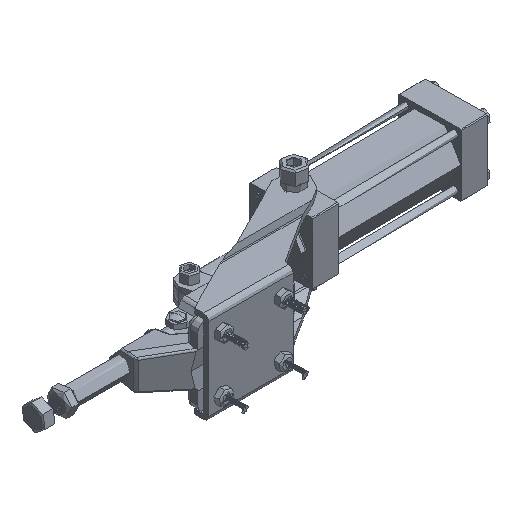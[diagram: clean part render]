
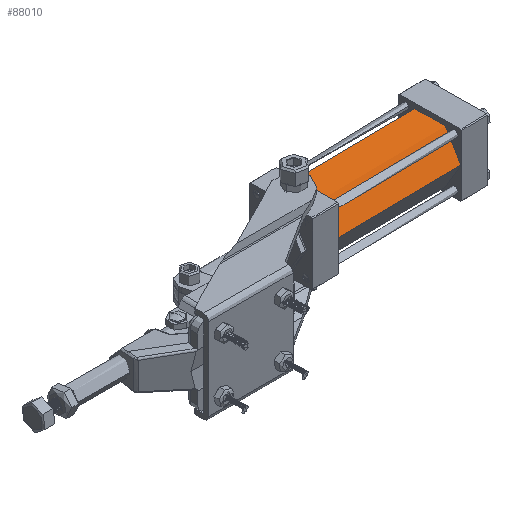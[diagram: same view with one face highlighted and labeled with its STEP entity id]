
A CAD part, isometric view. The second image highlights one B-rep face of the part: STEP entity #88010.
In plain terms, the highlighted cylindrical face has radius 18.5 mm (diameter 37 mm), a partial arc.
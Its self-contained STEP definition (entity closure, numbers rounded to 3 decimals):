
#5934 = CARTESIAN_POINT ( 'NONE',  ( -13.388, 1.497, 0. ) ) ;
#8846 = DIRECTION ( 'NONE',  ( 0., 0., 1. ) ) ;
#15951 = CARTESIAN_POINT ( 'NONE',  ( -50.388, 1.497, -76. ) ) ;
#16052 = VERTEX_POINT ( 'NONE', #5934 ) ;
#16274 = DIRECTION ( 'NONE',  ( 1., 0., 0. ) ) ;
#17387 = LINE ( 'NONE', #65309, #59230 ) ;
#18101 = AXIS2_PLACEMENT_3D ( 'NONE', #44024, #95827, #51470 ) ;
#19568 = VERTEX_POINT ( 'NONE', #15951 ) ;
#22156 = DIRECTION ( 'NONE',  ( 0., 0., 1. ) ) ;
#23977 = EDGE_LOOP ( 'NONE', ( #49763, #91528, #41007, #56568 ) ) ;
#26449 = DIRECTION ( 'NONE',  ( 0., 0., -1. ) ) ;
#33524 = CARTESIAN_POINT ( 'NONE',  ( -13.388, 1.497, -76. ) ) ;
#35921 = EDGE_CURVE ( 'NONE', #19568, #58595, #70302, .T. ) ;
#36919 = AXIS2_PLACEMENT_3D ( 'NONE', #70815, #26449, #78303 ) ;
#37890 = FACE_OUTER_BOUND ( 'NONE', #23977, .T. ) ;
#38217 = EDGE_CURVE ( 'NONE', #80412, #16052, #58560, .T. ) ;
#41007 = ORIENTED_EDGE ( 'NONE', *, *, #38217, .T. ) ;
#44024 = CARTESIAN_POINT ( 'NONE',  ( -31.888, 1.497, -76. ) ) ;
#44287 = CARTESIAN_POINT ( 'NONE',  ( -13.388, 1.497, -76. ) ) ;
#47613 = EDGE_CURVE ( 'NONE', #19568, #80412, #17387, .T. ) ;
#49763 = ORIENTED_EDGE ( 'NONE', *, *, #35921, .F. ) ;
#51470 = DIRECTION ( 'NONE',  ( -1., 0., 0. ) ) ;
#52325 = CYLINDRICAL_SURFACE ( 'NONE', #60192, 18.5 ) ;
#56568 = ORIENTED_EDGE ( 'NONE', *, *, #93698, .F. ) ;
#58560 = CIRCLE ( 'NONE', #36919, 18.5 ) ;
#58595 = VERTEX_POINT ( 'NONE', #33524 ) ;
#58669 = VECTOR ( 'NONE', #22156, 1000. ) ;
#59230 = VECTOR ( 'NONE', #87055, 1000. ) ;
#60192 = AXIS2_PLACEMENT_3D ( 'NONE', #61957, #8846, #16274 ) ;
#61957 = CARTESIAN_POINT ( 'NONE',  ( -31.888, 1.497, -76. ) ) ;
#65309 = CARTESIAN_POINT ( 'NONE',  ( -50.388, 1.497, -76. ) ) ;
#70302 = CIRCLE ( 'NONE', #18101, 18.5 ) ;
#70815 = CARTESIAN_POINT ( 'NONE',  ( -31.888, 1.497, 0. ) ) ;
#78165 = CARTESIAN_POINT ( 'NONE',  ( -50.388, 1.497, 0. ) ) ;
#78303 = DIRECTION ( 'NONE',  ( 1., 0., 0. ) ) ;
#80412 = VERTEX_POINT ( 'NONE', #78165 ) ;
#80739 = LINE ( 'NONE', #44287, #58669 ) ;
#87055 = DIRECTION ( 'NONE',  ( 0., 0., 1. ) ) ;
#88010 = ADVANCED_FACE ( 'NONE', ( #37890 ), #52325, .T. ) ;
#91528 = ORIENTED_EDGE ( 'NONE', *, *, #47613, .T. ) ;
#93698 = EDGE_CURVE ( 'NONE', #58595, #16052, #80739, .T. ) ;
#95827 = DIRECTION ( 'NONE',  ( 0., 0., -1. ) ) ;
